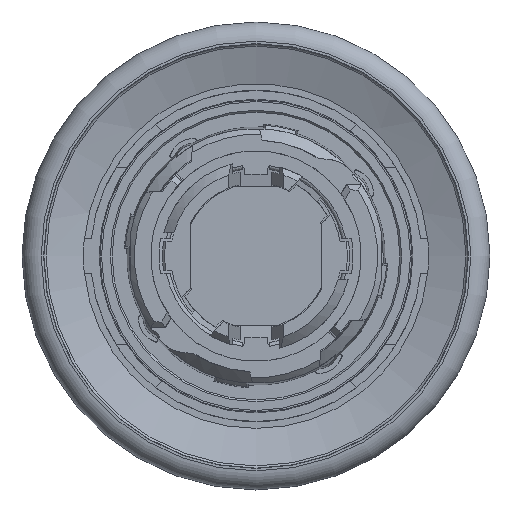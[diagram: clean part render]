
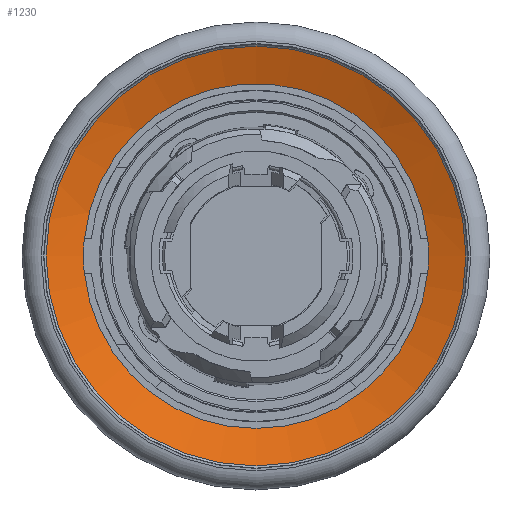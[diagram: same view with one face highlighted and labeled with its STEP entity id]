
A CAD part, front view. The second image highlights one B-rep face of the part: STEP entity #1230.
In plain terms, the highlighted spherical face has radius 47.3 mm.
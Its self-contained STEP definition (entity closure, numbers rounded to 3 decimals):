
#30=SPHERICAL_SURFACE('',#5241,47.3);
#108=FACE_BOUND('',#1792,.T.);
#109=FACE_BOUND('',#1793,.T.);
#1230=ADVANCED_FACE('',(#108,#109),#30,.F.);
#1792=EDGE_LOOP('',(#3032));
#1793=EDGE_LOOP('',(#3033));
#2056=CIRCLE('',#5226,17.938);
#2067=CIRCLE('',#5240,12.427);
#3032=ORIENTED_EDGE('',*,*,#4525,.F.);
#3033=ORIENTED_EDGE('',*,*,#4536,.F.);
#3840=VERTEX_POINT('',#8677);
#3851=VERTEX_POINT('',#8702);
#4525=EDGE_CURVE('',#3840,#3840,#2056,.T.);
#4536=EDGE_CURVE('',#3851,#3851,#2067,.T.);
#5226=AXIS2_PLACEMENT_3D('',#8676,#6342,#6343);
#5240=AXIS2_PLACEMENT_3D('',#8701,#6370,#6371);
#5241=AXIS2_PLACEMENT_3D('',#8703,#6372,#6373);
#6342=DIRECTION('',(0.,1.,0.));
#6343=DIRECTION('',(1.,0.,0.));
#6370=DIRECTION('',(0.,-1.,0.));
#6371=DIRECTION('',(-1.,0.,0.));
#6372=DIRECTION('',(0.,0.,1.));
#6373=DIRECTION('',(-1.,0.,0.));
#8676=CARTESIAN_POINT('',(0.,33.067,0.));
#8677=CARTESIAN_POINT('',(-17.938,33.067,0.));
#8701=CARTESIAN_POINT('',(0.,34.938,0.));
#8702=CARTESIAN_POINT('',(12.427,34.938,0.));
#8703=CARTESIAN_POINT('',(0.,-10.7,0.));
